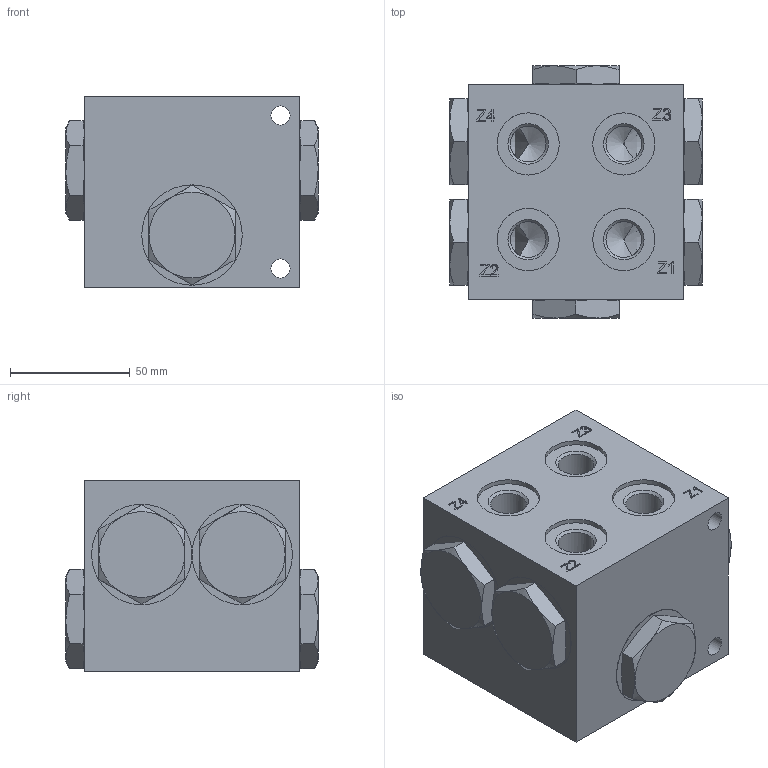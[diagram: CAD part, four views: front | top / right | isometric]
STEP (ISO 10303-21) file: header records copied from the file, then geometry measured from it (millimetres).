
FILE_DESCRIPTION(/* description */ (''),/* implementation_level */ '2;1');
FILE_NAME(/* name */ 'M3094584.stp',/* time_stamp */ '2023-10-09T00:10:38+02:00',/* author */ ('FM'),/* organization */ (''),/* preprocessor_version */ 'ST-DEVELOPER v19',/* originating_system */ 'Autodesk Inventor 2023',/* authorisation */ '');
FILE_SCHEMA (('AUTOMOTIVE_DESIGN { 1 0 10303 214 3 1 1 }'));
Length unit declared in the file: millimetre
Products named in the file (1): M3094584
Bounding box: 105.6 x 105.6 x 80 mm (x, y, z)
Volume: 600643.5 mm3; surface area: 84281.3 mm2
Topology: 1 solids, 9 shells, 303 faces, 762 edges, 489 vertices
Faces by surface type: plane 172, cone 52, cylinder 48, bspline 19, torus 12
Full cylindrical faces by diameter (mm): 8 x2, 14.5 x6, 14.95 x4, 18.631 x1, 21 x6, 26 x4, 28 x6, 28.16 x12, 32 x1, 42 x6
Entity records: 9486 total; most frequent: CARTESIAN_POINT 2321, ORIENTED_EDGE 1490, DIRECTION 1383, EDGE_CURVE 745, AXIS2_PLACEMENT_3D 491, VERTEX_POINT 489, LINE 401, VECTOR 401
